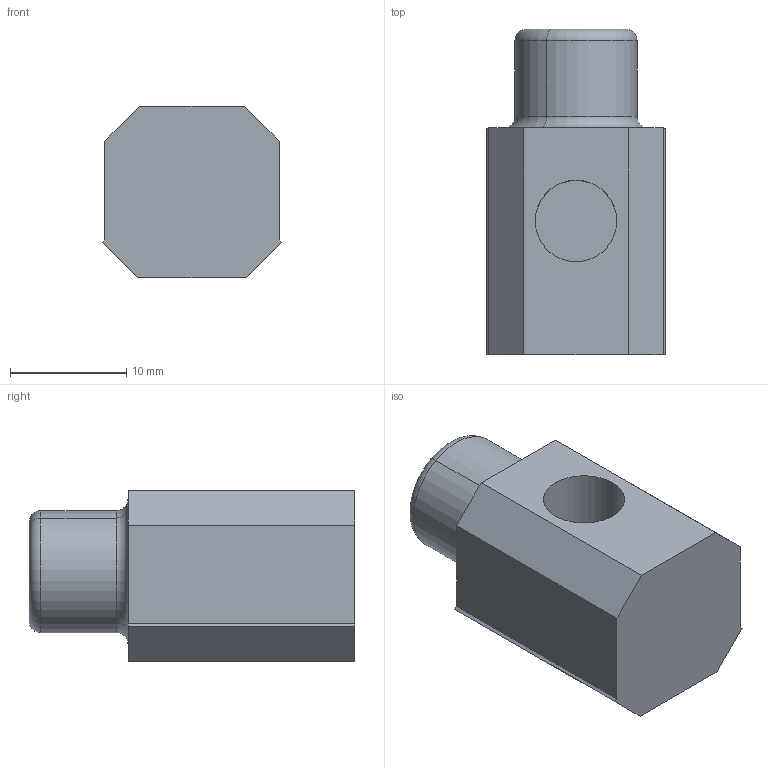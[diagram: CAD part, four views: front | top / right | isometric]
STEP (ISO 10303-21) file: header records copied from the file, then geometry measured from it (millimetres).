
FILE_DESCRIPTION(('CATIA V5 STEP Exchange'),'2;1');
FILE_NAME('1SDH001294R0006_1PA_001_00_A1_1p_FCCuAl_25mmq_sup.stp','2014-12-04T15:40:48+00:00',('none'),('none'),'CATIA Version 5 Release 20 SP 1 (IN-10)','CATIA V5 STEP AP214','none');
FILE_SCHEMA(('AUTOMOTIVE_DESIGN { 1 0 10303 214 1 1 1 1 }'));
Length unit declared in the file: millimetre
Products named in the file (1): 1SDH001294R0006_1PA_001_00_A1_1p_FCCuAl_25mmq_sup
Bounding box: 15.42 x 28 x 14.75 mm (x, y, z)
Volume: 4182.8 mm3; surface area: 2002.7 mm2
Topology: 1 solids, 1 shells, 22 faces, 50 edges, 32 vertices
Faces by surface type: plane 14, torus 4, cylinder 4
Entity records: 615 total; most frequent: CARTESIAN_POINT 103, ORIENTED_EDGE 100, DIRECTION 90, EDGE_CURVE 50, AXIS2_PLACEMENT_3D 37, VECTOR 34, LINE 34, VERTEX_POINT 32
